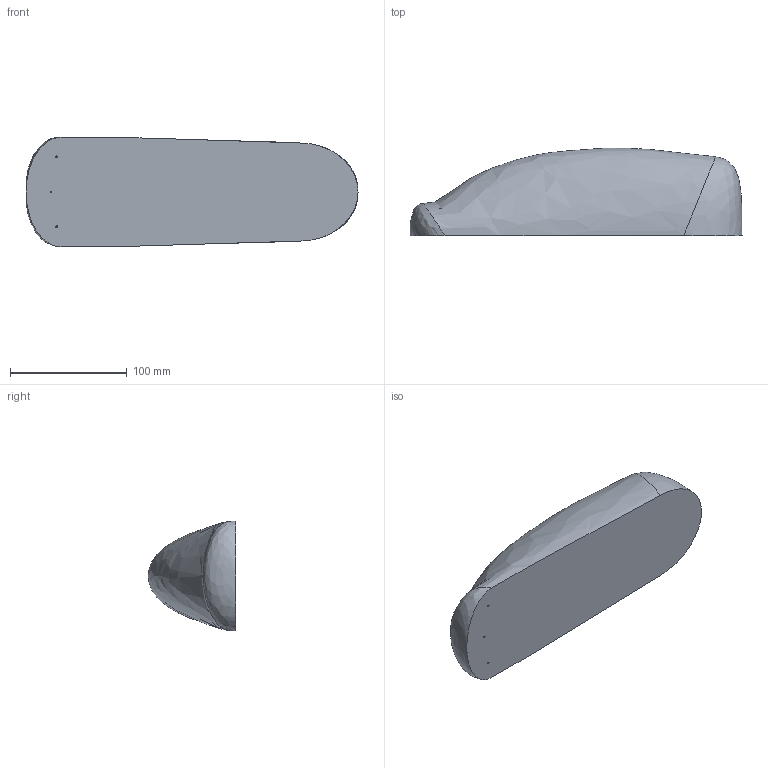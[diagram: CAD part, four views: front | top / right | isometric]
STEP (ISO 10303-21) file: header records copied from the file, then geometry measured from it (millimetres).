
FILE_DESCRIPTION (( 'STEP AP203' ), '1' );
FILE_NAME ('Pièce6^DAUPHIN Assemblage.STEP', '2021-11-13T13:26:09', ( '' ), ( '' ), 'SwSTEP 2.0', 'SolidWorks 2012', '' );
FILE_SCHEMA (( 'CONFIG_CONTROL_DESIGN' ));
Length unit declared in the file: millimetre
Products named in the file (1): Pièce6^DAUPHIN Assemblage
Bounding box: 284.94 x 75.17 x 94 mm (x, y, z)
Volume: 1167277.7 mm3; surface area: 75799.2 mm2
Topology: 1 solids, 1 shells, 10 faces, 31 edges, 21 vertices
Faces by surface type: cylinder 6, bspline 3, plane 1
Entity records: 1397 total; most frequent: CARTESIAN_POINT 1073, ORIENTED_EDGE 58, DIRECTION 36, EDGE_CURVE 29, VERTEX_POINT 21, EDGE_LOOP 16, AXIS2_PLACEMENT_3D 14, B_SPLINE_CURVE_WITH_KNOTS 11
